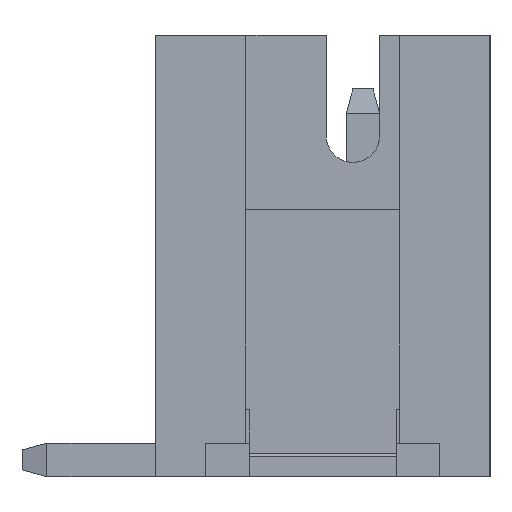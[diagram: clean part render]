
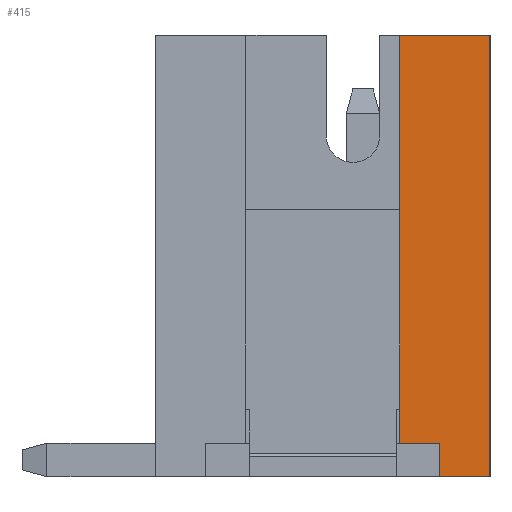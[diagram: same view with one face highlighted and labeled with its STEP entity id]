
A CAD part, left-side view. The second image highlights one B-rep face of the part: STEP entity #415.
In plain terms, the highlighted planar face has unit normal (-1, 0, 0).
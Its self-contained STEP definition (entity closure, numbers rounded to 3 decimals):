
#415=ADVANCED_FACE('',(#4552),#4554,.T.);
#4552=FACE_BOUND('',#4553,.T.);
#4553=EDGE_LOOP('',(#7849,#7850,#7851,#7852,#7853,#7854));
#4554=PLANE('',#4555);
#4555=AXIS2_PLACEMENT_3D('',#4556,#4557,#4558);
#4556=CARTESIAN_POINT('',(-2.975,0.,0.));
#4557=DIRECTION('',(-1.,-0.,0.));
#4558=DIRECTION('',(0.,-1.,0.));
#7849=ORIENTED_EDGE('',*,*,#10082,.T.);
#7850=ORIENTED_EDGE('',*,*,#10083,.T.);
#7851=ORIENTED_EDGE('',*,*,#10084,.T.);
#7852=ORIENTED_EDGE('',*,*,#9975,.T.);
#7853=ORIENTED_EDGE('',*,*,#10081,.T.);
#7854=ORIENTED_EDGE('',*,*,#10085,.T.);
#9975=EDGE_CURVE('',#11195,#11193,#11196,.T.);
#10081=EDGE_CURVE('',#11193,#11396,#11398,.T.);
#10082=EDGE_CURVE('',#11399,#11400,#11401,.F.);
#10083=EDGE_CURVE('',#11400,#11402,#11403,.F.);
#10084=EDGE_CURVE('',#11402,#11195,#11404,.T.);
#10085=EDGE_CURVE('',#11396,#11399,#11405,.T.);
#11193=VERTEX_POINT('',#13250);
#11195=VERTEX_POINT('',#13254);
#11196=LINE('',#13255,#13256);
#11396=VERTEX_POINT('',#13665);
#11398=LINE('',#13669,#13670);
#11399=VERTEX_POINT('',#13672);
#11400=VERTEX_POINT('',#13673);
#11401=LINE('',#13674,#13675);
#11402=VERTEX_POINT('',#13677);
#11403=LINE('',#13678,#13679);
#11404=LINE('',#13681,#13682);
#11405=LINE('',#13684,#13685);
#13250=CARTESIAN_POINT('',(-2.975,-1.9,6.6));
#13254=CARTESIAN_POINT('',(-2.975,-1.9,0.));
#13255=CARTESIAN_POINT('',(-2.975,-1.9,0.));
#13256=VECTOR('',#13257,1.);
#13257=DIRECTION('',(0.,0.,1.));
#13665=CARTESIAN_POINT('',(-2.975,-0.55,6.6));
#13669=CARTESIAN_POINT('',(-2.975,-1.9,6.6));
#13670=VECTOR('',#13671,1.);
#13671=DIRECTION('',(0.,1.,0.));
#13672=CARTESIAN_POINT('',(-2.975,-0.55,0.5));
#13673=CARTESIAN_POINT('',(-2.975,-1.15,0.5));
#13674=CARTESIAN_POINT('',(-2.975,-1.15,0.5));
#13675=VECTOR('',#13676,1.);
#13676=DIRECTION('',(0.,1.,0.));
#13677=CARTESIAN_POINT('',(-2.975,-1.15,0.));
#13678=CARTESIAN_POINT('',(-2.975,-1.15,0.));
#13679=VECTOR('',#13680,1.);
#13680=DIRECTION('',(0.,0.,1.));
#13681=CARTESIAN_POINT('',(-2.975,-1.15,0.));
#13682=VECTOR('',#13683,1.);
#13683=DIRECTION('',(0.,-1.,0.));
#13684=CARTESIAN_POINT('',(-2.975,-0.55,6.6));
#13685=VECTOR('',#13686,1.);
#13686=DIRECTION('',(0.,0.,-1.));
